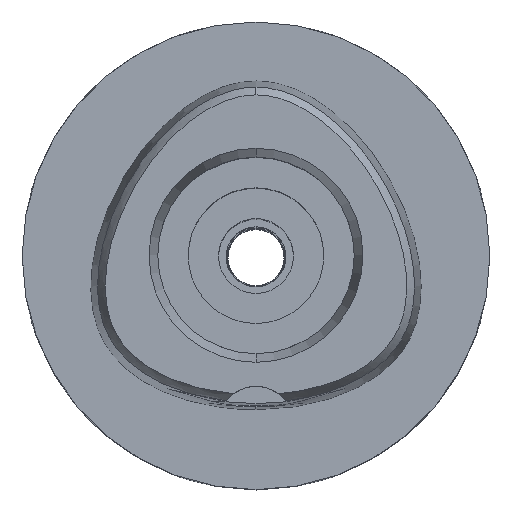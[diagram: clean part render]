
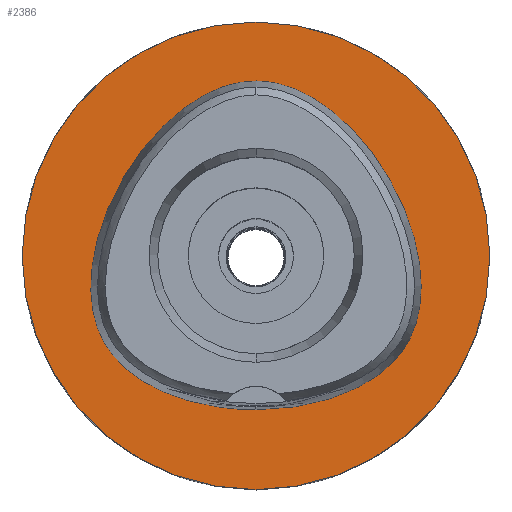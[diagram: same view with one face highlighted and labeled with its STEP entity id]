
A CAD part, top view. The second image highlights one B-rep face of the part: STEP entity #2386.
In plain terms, the highlighted planar face has unit normal (0, 0, 1).
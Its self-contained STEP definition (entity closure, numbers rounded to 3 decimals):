
#298=CARTESIAN_POINT('',(0.,0.,0.));
#299=DIRECTION('',(0.,0.,-1.));
#300=DIRECTION('',(0.,-1.,0.));
#301=AXIS2_PLACEMENT_3D('',#298,#299,#300);
#306=CARTESIAN_POINT('',(0.,0.,0.));
#307=DIRECTION('',(0.,0.,-1.));
#308=DIRECTION('',(0.,1.,0.));
#309=AXIS2_PLACEMENT_3D('',#306,#307,#308);
#314=CARTESIAN_POINT('',(0.,-16.455,0.));
#315=CARTESIAN_POINT('',(0.774,-16.455,0.));
#316=CARTESIAN_POINT('',(2.289,-16.393,
0.));
#317=CARTESIAN_POINT('',(4.49,-16.124,
0.));
#318=CARTESIAN_POINT('',(6.549,-15.698,0.));
#319=CARTESIAN_POINT('',(8.416,-15.145,0.));
#320=CARTESIAN_POINT('',(10.064,-14.496,0.));
#321=CARTESIAN_POINT('',(11.497,-13.78,0.));
#322=CARTESIAN_POINT('',(12.731,-13.012,0.));
#323=CARTESIAN_POINT('',(13.776,-12.214,0.));
#324=CARTESIAN_POINT('',(14.662,-11.388,0.));
#325=CARTESIAN_POINT('',(15.404,-10.54,0.));
#326=CARTESIAN_POINT('',(16.028,-9.656,0.));
#327=CARTESIAN_POINT('',(16.545,-8.717,0.));
#328=CARTESIAN_POINT('',(16.965,-7.713,0.));
#329=CARTESIAN_POINT('',(17.298,-6.611,0.));
#330=CARTESIAN_POINT('',(17.536,-5.394,0.));
#331=CARTESIAN_POINT('',(17.666,-4.035,0.));
#332=CARTESIAN_POINT('',(17.666,-2.532,0.));
#333=CARTESIAN_POINT('',(17.516,-0.876,0.));
#334=CARTESIAN_POINT('',(17.188,0.93,0.));
#335=CARTESIAN_POINT('',(16.663,2.865,0.));
#336=CARTESIAN_POINT('',(15.927,4.89,0.));
#337=CARTESIAN_POINT('',(14.984,6.942,0.));
#338=CARTESIAN_POINT('',(13.857,8.948,0.));
#339=CARTESIAN_POINT('',(12.583,10.836,0.));
#340=CARTESIAN_POINT('',(11.218,12.543,0.));
#341=CARTESIAN_POINT('',(9.808,14.034,0.));
#342=CARTESIAN_POINT('',(8.402,15.286,0.));
#343=CARTESIAN_POINT('',(7.032,16.308,0.));
#344=CARTESIAN_POINT('',(5.714,17.116,0.));
#345=CARTESIAN_POINT('',(4.459,17.733,0.));
#346=CARTESIAN_POINT('',(3.262,18.183,0.));
#347=CARTESIAN_POINT('',(2.123,18.486,0.));
#348=CARTESIAN_POINT('',(1.038,18.659,
0.));
#349=CARTESIAN_POINT('',(0.341,18.695,
0.));
#350=CARTESIAN_POINT('',(0.,18.695,
0.));
#355=CARTESIAN_POINT('',(0.,18.695,
0.));
#356=CARTESIAN_POINT('',(-0.342,18.695,
0.));
#357=CARTESIAN_POINT('',(-1.04,18.658,
0.));
#358=CARTESIAN_POINT('',(-2.127,18.485,
0.));
#359=CARTESIAN_POINT('',(-3.267,18.182,0.));
#360=CARTESIAN_POINT('',(-4.465,17.73,0.));
#361=CARTESIAN_POINT('',(-5.724,17.111,0.));
#362=CARTESIAN_POINT('',(-7.044,16.3,0.));
#363=CARTESIAN_POINT('',(-8.418,15.274,0.));
#364=CARTESIAN_POINT('',(-9.825,14.017,0.));
#365=CARTESIAN_POINT('',(-11.238,12.521,0.));
#366=CARTESIAN_POINT('',(-12.604,10.809,0.));
#367=CARTESIAN_POINT('',(-13.877,8.915,0.));
#368=CARTESIAN_POINT('',(-15.002,6.906,0.));
#369=CARTESIAN_POINT('',(-15.942,4.852,0.));
#370=CARTESIAN_POINT('',(-16.675,2.827,0.));
#371=CARTESIAN_POINT('',(-17.196,0.894,0.));
#372=CARTESIAN_POINT('',(-17.52,-0.91,0.));
#373=CARTESIAN_POINT('',(-17.668,-2.562,0.));
#374=CARTESIAN_POINT('',(-17.664,-4.064,0.));
#375=CARTESIAN_POINT('',(-17.532,-5.42,0.));
#376=CARTESIAN_POINT('',(-17.29,-6.644,0.));
#377=CARTESIAN_POINT('',(-16.956,-7.738,0.));
#378=CARTESIAN_POINT('',(-16.536,-8.735,0.));
#379=CARTESIAN_POINT('',(-16.028,-9.654,0.));
#380=CARTESIAN_POINT('',(-15.415,-10.526,0.));
#381=CARTESIAN_POINT('',(-14.68,-11.369,0.));
#382=CARTESIAN_POINT('',(-13.8,-12.195,0.));
#383=CARTESIAN_POINT('',(-12.749,-13.,0.));
#384=CARTESIAN_POINT('',(-11.518,-13.768,0.));
#385=CARTESIAN_POINT('',(-10.084,-14.488,0.));
#386=CARTESIAN_POINT('',(-8.434,-15.139,0.));
#387=CARTESIAN_POINT('',(-6.565,-15.694,0.));
#388=CARTESIAN_POINT('',(-4.499,-16.123,
0.));
#389=CARTESIAN_POINT('',(-2.292,-16.392,
0.));
#390=CARTESIAN_POINT('',(-0.774,-16.455,0.));
#391=CARTESIAN_POINT('',(0.,-16.455,0.));
#1587=VERTEX_POINT('',#355);
#1588=VERTEX_POINT('',#391);
#1593=CARTESIAN_POINT('',(0.,-25.,0.));
#1594=CARTESIAN_POINT('',(0.,25.,0.));
#1595=VERTEX_POINT('',#1593);
#1596=VERTEX_POINT('',#1594);
#2370=CARTESIAN_POINT('',(0.,0.,0.));
#2371=DIRECTION('',(0.,0.,-1.));
#2372=DIRECTION('',(0.,-1.,0.));
#2373=AXIS2_PLACEMENT_3D('',#2370,#2371,#2372);
#2374=PLANE('',#2373);
#2376=ORIENTED_EDGE('',*,*,#2375,.T.);
#2378=ORIENTED_EDGE('',*,*,#2377,.T.);
#2379=EDGE_LOOP('',(#2376,#2378));
#2380=FACE_OUTER_BOUND('',#2379,.F.);
#2382=ORIENTED_EDGE('',*,*,#2381,.T.);
#2383=ORIENTED_EDGE('',*,*,#2353,.T.);
#2384=EDGE_LOOP('',(#2382,#2383));
#2385=FACE_BOUND('',#2384,.F.);
#302=CIRCLE('',#301,25.);
#310=CIRCLE('',#309,25.);
#351=B_SPLINE_CURVE_WITH_KNOTS('',3,(#314,#315,#316,#317,#318,#319,#320,#321,
#322,#323,#324,#325,#326,#327,#328,#329,#330,#331,#332,#333,#334,#335,#336,#337,
#338,#339,#340,#341,#342,#343,#344,#345,#346,#347,#348,#349,#350),.UNSPECIFIED.,
.F.,.F.,(4,1,1,1,1,1,1,1,1,1,1,1,1,1,1,1,1,1,1,1,1,1,1,1,1,1,1,1,1,1,1,1,1,1,4),
(0.,0.029,0.059,0.088,0.118,
0.147,0.176,0.206,0.235,
0.265,0.294,0.324,0.353,
0.382,0.412,0.441,0.471,0.5,
0.529,0.559,0.588,0.618,
0.647,0.676,0.706,0.735,
0.765,0.794,0.824,0.853,
0.882,0.912,0.941,0.971,1.),
.UNSPECIFIED.);
#392=B_SPLINE_CURVE_WITH_KNOTS('',3,(#355,#356,#357,#358,#359,#360,#361,#362,
#363,#364,#365,#366,#367,#368,#369,#370,#371,#372,#373,#374,#375,#376,#377,#378,
#379,#380,#381,#382,#383,#384,#385,#386,#387,#388,#389,#390,#391),.UNSPECIFIED.,
.F.,.F.,(4,1,1,1,1,1,1,1,1,1,1,1,1,1,1,1,1,1,1,1,1,1,1,1,1,1,1,1,1,1,1,1,1,1,4),
(0.,0.029,0.059,0.088,0.118,
0.147,0.176,0.206,0.235,
0.265,0.294,0.324,0.353,
0.382,0.412,0.441,0.471,0.5,
0.529,0.559,0.588,0.618,
0.647,0.676,0.706,0.735,
0.765,0.794,0.824,0.853,
0.882,0.912,0.941,0.971,1.),
.UNSPECIFIED.);
#2353=EDGE_CURVE('',#1587,#1588,#392,.T.);
#2375=EDGE_CURVE('',#1595,#1596,#302,.T.);
#2377=EDGE_CURVE('',#1596,#1595,#310,.T.);
#2381=EDGE_CURVE('',#1588,#1587,#351,.T.);
#2386=ADVANCED_FACE('',(#2380,#2385),#2374,.F.);
